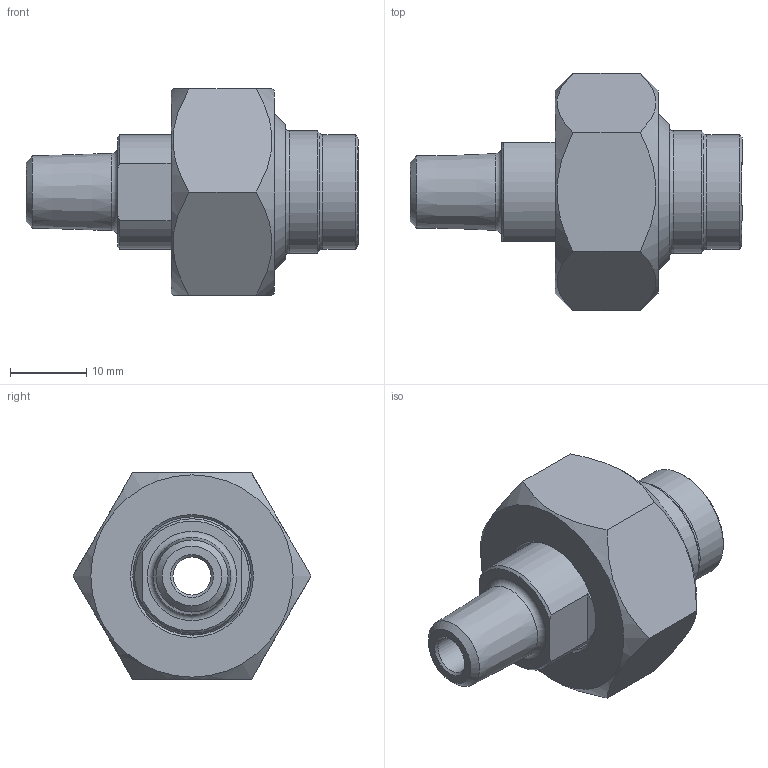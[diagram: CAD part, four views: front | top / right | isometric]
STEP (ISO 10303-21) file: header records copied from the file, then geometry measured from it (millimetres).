
FILE_DESCRIPTION(/* description */ (''),/* implementation_level */ '2;1');
FILE_NAME(/* name */ '3D_R666-UE-SG-DN6-DN15-15_171130624.stp',/* time_stamp */ '2021-07-08T15:46:56+02:00',/* author */ ('cad'),/* organization */ (''),/* preprocessor_version */ 'ST-DEVELOPER v18.1',/* originating_system */ 'Autodesk Inventor 2022',/* authorisation */ '');
FILE_SCHEMA (('AUTOMOTIVE_DESIGN { 1 0 10303 214 3 1 1 }'));
Length unit declared in the file: millimetre
Products named in the file (4): 3D_R666-UE-SG-DN6-DN15-15_171130624; 3D_R666-M-DN15_17113910; 3D_R666-SG-15-DN15_17113718; 3D_R666-UE-DN6-DN15_17113200
Assembly tree (3 placements, depth 2):
  3D_R666-UE-SG-DN6-DN15-15_171130624
    3D_R666-M-DN15_17113910
    3D_R666-SG-15-DN15_17113718
    3D_R666-UE-DN6-DN15_17113200
Bounding box: 43.5 x 31.18 x 27 mm (x, y, z)
Volume: 10173.8 mm3; surface area: 6444.1 mm2
Topology: 3 solids, 3 shells, 53 faces, 124 edges, 81 vertices
Faces by surface type: plane 20, cone 19, cylinder 9, torus 5
Full cylindrical faces by diameter (mm): 5 x1, 12 x1, 15 x2, 15.5 x1, 16 x1, 18 x1, 18.631 x1, 20.9 x1
Entity records: 1685 total; most frequent: CARTESIAN_POINT 297, DIRECTION 296, ORIENTED_EDGE 248, AXIS2_PLACEMENT_3D 128, EDGE_CURVE 124, VERTEX_POINT 81, CIRCLE 66, EDGE_LOOP 63
